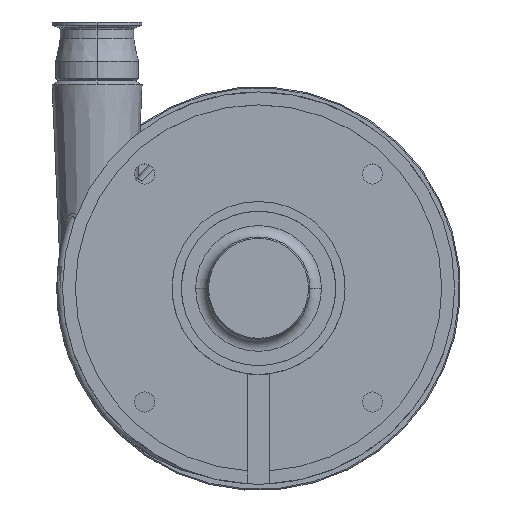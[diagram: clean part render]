
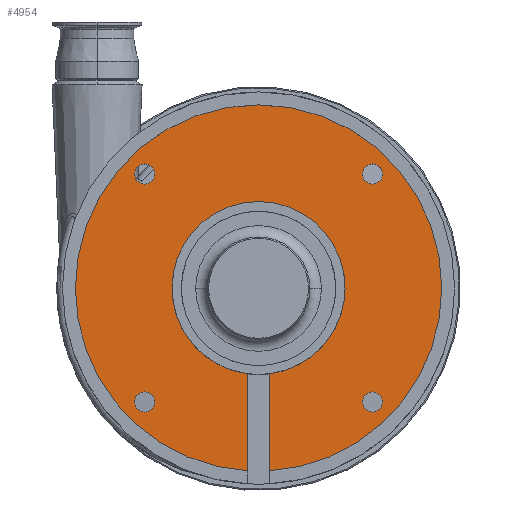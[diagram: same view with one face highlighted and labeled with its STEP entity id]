
A CAD part, top view. The second image highlights one B-rep face of the part: STEP entity #4954.
In plain terms, the highlighted planar face has unit normal (0, 0, 1).
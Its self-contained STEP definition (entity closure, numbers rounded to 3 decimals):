
#46 = DIRECTION ( 'NONE',  ( -1., 0., 0. ) ) ;
#161 = CARTESIAN_POINT ( 'NONE',  ( 107.514, 98.783, 4. ) ) ;
#162 = EDGE_CURVE ( 'NONE', #13322, #10293, #5198, .T. ) ;
#221 = EDGE_CURVE ( 'NONE', #12907, #15179, #11431, .T. ) ;
#283 = CARTESIAN_POINT ( 'NONE',  ( -90.052, -98.783, 4. ) ) ;
#349 = CIRCLE ( 'NONE', #16349, 8.731 ) ;
#416 = CARTESIAN_POINT ( 'NONE',  ( -107.514, -98.783, 4. ) ) ;
#503 = DIRECTION ( 'NONE',  ( -1., 0., 0. ) ) ;
#516 = CARTESIAN_POINT ( 'NONE',  ( 0., 0., 4. ) ) ;
#691 = EDGE_CURVE ( 'NONE', #6240, #5718, #9187, .T. ) ;
#771 = AXIS2_PLACEMENT_3D ( 'NONE', #4866, #1283, #11228 ) ;
#803 = CARTESIAN_POINT ( 'NONE',  ( 0., 158.8, 4. ) ) ;
#829 = DIRECTION ( 'NONE',  ( -1., 0., 0. ) ) ;
#949 = DIRECTION ( 'NONE',  ( -1., 0., 0. ) ) ;
#1204 = VERTEX_POINT ( 'NONE', #3158 ) ;
#1283 = DIRECTION ( 'NONE',  ( 0., 0., -1. ) ) ;
#1460 = EDGE_LOOP ( 'NONE', ( #1969, #5321 ) ) ;
#1887 = DIRECTION ( 'NONE',  ( -1., 0., 0. ) ) ;
#1969 = ORIENTED_EDGE ( 'NONE', *, *, #5865, .T. ) ;
#1989 = CARTESIAN_POINT ( 'NONE',  ( 0., 0., 4. ) ) ;
#2034 = CARTESIAN_POINT ( 'NONE',  ( -75., 0., 4. ) ) ;
#2048 = PLANE ( 'NONE',  #5852 ) ;
#2070 = VERTEX_POINT ( 'NONE', #14096 ) ;
#2125 = CARTESIAN_POINT ( 'NONE',  ( 9.525, -158.514, 4. ) ) ;
#2211 = EDGE_CURVE ( 'NONE', #9895, #13161, #3949, .T. ) ;
#2334 = CARTESIAN_POINT ( 'NONE',  ( -9.525, 158.8, 4. ) ) ;
#2417 = CARTESIAN_POINT ( 'NONE',  ( -98.783, -98.783, 4. ) ) ;
#2789 = AXIS2_PLACEMENT_3D ( 'NONE', #2417, #3498, #7265 ) ;
#2911 = CIRCLE ( 'NONE', #10927, 75. ) ;
#2963 = DIRECTION ( 'NONE',  ( 0., 0., -1. ) ) ;
#3046 = DIRECTION ( 'NONE',  ( -1., 0., 0. ) ) ;
#3052 = ORIENTED_EDGE ( 'NONE', *, *, #9743, .T. ) ;
#3158 = CARTESIAN_POINT ( 'NONE',  ( 107.514, -98.783, 4. ) ) ;
#3216 = CIRCLE ( 'NONE', #12561, 75. ) ;
#3498 = DIRECTION ( 'NONE',  ( 0., 0., -1. ) ) ;
#3632 = DIRECTION ( 'NONE',  ( 0., -1., 0. ) ) ;
#3689 = EDGE_CURVE ( 'NONE', #8082, #7716, #2911, .T. ) ;
#3749 = AXIS2_PLACEMENT_3D ( 'NONE', #16269, #4269, #13676 ) ;
#3883 = CARTESIAN_POINT ( 'NONE',  ( -107.514, 98.783, 4. ) ) ;
#3949 = CIRCLE ( 'NONE', #771, 8.731 ) ;
#4019 = CARTESIAN_POINT ( 'NONE',  ( -9.525, -74.393, 4. ) ) ;
#4077 = CARTESIAN_POINT ( 'NONE',  ( 98.783, 98.783, 4. ) ) ;
#4106 = AXIS2_PLACEMENT_3D ( 'NONE', #6802, #9376, #3046 ) ;
#4269 = DIRECTION ( 'NONE',  ( 0., 0., -1. ) ) ;
#4274 = ORIENTED_EDGE ( 'NONE', *, *, #7643, .F. ) ;
#4371 = AXIS2_PLACEMENT_3D ( 'NONE', #11485, #16495, #46 ) ;
#4555 = FACE_BOUND ( 'NONE', #10661, .T. ) ;
#4575 = DIRECTION ( 'NONE',  ( -1., 0., 0. ) ) ;
#4626 = CARTESIAN_POINT ( 'NONE',  ( 90.052, 98.783, 4. ) ) ;
#4779 = DIRECTION ( 'NONE',  ( 0., 0., 1. ) ) ;
#4842 = EDGE_LOOP ( 'NONE', ( #13268, #4892, #4274, #8641, #11933, #7526, #8716, #12043 ) ) ;
#4866 = CARTESIAN_POINT ( 'NONE',  ( 98.783, 98.783, 4. ) ) ;
#4878 = EDGE_CURVE ( 'NONE', #15620, #1204, #10397, .T. ) ;
#4892 = ORIENTED_EDGE ( 'NONE', *, *, #6182, .T. ) ;
#4942 = DIRECTION ( 'NONE',  ( 0., 0., -1. ) ) ;
#4954 = ADVANCED_FACE ( 'NONE', ( #9475, #13572, #4555, #12237, #8400 ), #2048, .F. ) ;
#5198 = CIRCLE ( 'NONE', #2789, 8.731 ) ;
#5268 = CARTESIAN_POINT ( 'NONE',  ( -90.052, 98.783, 4. ) ) ;
#5321 = ORIENTED_EDGE ( 'NONE', *, *, #691, .T. ) ;
#5494 = VERTEX_POINT ( 'NONE', #9455 ) ;
#5718 = VERTEX_POINT ( 'NONE', #5268 ) ;
#5747 = DIRECTION ( 'NONE',  ( 0., 0., 1. ) ) ;
#5840 = AXIS2_PLACEMENT_3D ( 'NONE', #12386, #4779, #949 ) ;
#5852 = AXIS2_PLACEMENT_3D ( 'NONE', #803, #15842, #10989 ) ;
#5865 = EDGE_CURVE ( 'NONE', #5718, #6240, #8281, .T. ) ;
#5902 = EDGE_CURVE ( 'NONE', #7610, #15179, #3216, .T. ) ;
#6182 = EDGE_CURVE ( 'NONE', #8082, #15142, #14998, .T. ) ;
#6240 = VERTEX_POINT ( 'NONE', #3883 ) ;
#6679 = ORIENTED_EDGE ( 'NONE', *, *, #14376, .T. ) ;
#6802 = CARTESIAN_POINT ( 'NONE',  ( 0., 0., 4. ) ) ;
#6809 = DIRECTION ( 'NONE',  ( -1., 0., 0. ) ) ;
#7048 = CIRCLE ( 'NONE', #15040, 158.8 ) ;
#7132 = AXIS2_PLACEMENT_3D ( 'NONE', #10735, #2963, #6809 ) ;
#7265 = DIRECTION ( 'NONE',  ( -1., 0., 0. ) ) ;
#7526 = ORIENTED_EDGE ( 'NONE', *, *, #221, .T. ) ;
#7610 = VERTEX_POINT ( 'NONE', #2034 ) ;
#7643 = EDGE_CURVE ( 'NONE', #2070, #15142, #7048, .T. ) ;
#7669 = CIRCLE ( 'NONE', #7132, 8.731 ) ;
#7716 = VERTEX_POINT ( 'NONE', #8034 ) ;
#8034 = CARTESIAN_POINT ( 'NONE',  ( 75., 0., 4. ) ) ;
#8060 = ORIENTED_EDGE ( 'NONE', *, *, #162, .T. ) ;
#8082 = VERTEX_POINT ( 'NONE', #11768 ) ;
#8129 = EDGE_CURVE ( 'NONE', #13161, #9895, #349, .T. ) ;
#8221 = CARTESIAN_POINT ( 'NONE',  ( -98.783, 98.783, 4. ) ) ;
#8281 = CIRCLE ( 'NONE', #3749, 8.731 ) ;
#8400 = FACE_OUTER_BOUND ( 'NONE', #4842, .T. ) ;
#8467 = ORIENTED_EDGE ( 'NONE', *, *, #4878, .T. ) ;
#8504 = CARTESIAN_POINT ( 'NONE',  ( 90.052, -98.783, 4. ) ) ;
#8641 = ORIENTED_EDGE ( 'NONE', *, *, #14061, .F. ) ;
#8716 = ORIENTED_EDGE ( 'NONE', *, *, #5902, .F. ) ;
#8906 = CIRCLE ( 'NONE', #4371, 158.8 ) ;
#8955 = DIRECTION ( 'NONE',  ( -1., 0., 0. ) ) ;
#8989 = EDGE_LOOP ( 'NONE', ( #3052, #8467 ) ) ;
#9187 = CIRCLE ( 'NONE', #15884, 8.731 ) ;
#9376 = DIRECTION ( 'NONE',  ( 0., 0., -1. ) ) ;
#9455 = CARTESIAN_POINT ( 'NONE',  ( -158.8, 0., 4. ) ) ;
#9475 = FACE_BOUND ( 'NONE', #9499, .T. ) ;
#9499 = EDGE_LOOP ( 'NONE', ( #16024, #13908 ) ) ;
#9743 = EDGE_CURVE ( 'NONE', #1204, #15620, #7669, .T. ) ;
#9755 = DIRECTION ( 'NONE',  ( 0., 1., 0. ) ) ;
#9895 = VERTEX_POINT ( 'NONE', #4626 ) ;
#10293 = VERTEX_POINT ( 'NONE', #283 ) ;
#10397 = CIRCLE ( 'NONE', #13342, 8.731 ) ;
#10646 = DIRECTION ( 'NONE',  ( -1., 0., 0. ) ) ;
#10661 = EDGE_LOOP ( 'NONE', ( #6679, #8060 ) ) ;
#10735 = CARTESIAN_POINT ( 'NONE',  ( 98.783, -98.783, 4. ) ) ;
#10785 = AXIS2_PLACEMENT_3D ( 'NONE', #13802, #4942, #8955 ) ;
#10927 = AXIS2_PLACEMENT_3D ( 'NONE', #1989, #5747, #4575 ) ;
#10989 = DIRECTION ( 'NONE',  ( -1., 0., 0. ) ) ;
#11228 = DIRECTION ( 'NONE',  ( -1., 0., 0. ) ) ;
#11431 = LINE ( 'NONE', #2334, #16395 ) ;
#11481 = CARTESIAN_POINT ( 'NONE',  ( 9.525, 158.8, 4. ) ) ;
#11485 = CARTESIAN_POINT ( 'NONE',  ( 0., 0., 4. ) ) ;
#11768 = CARTESIAN_POINT ( 'NONE',  ( 9.525, -74.393, 4. ) ) ;
#11786 = DIRECTION ( 'NONE',  ( 0., 0., -1. ) ) ;
#11867 = DIRECTION ( 'NONE',  ( 0., 0., 1. ) ) ;
#11927 = EDGE_CURVE ( 'NONE', #7716, #7610, #14383, .T. ) ;
#11933 = ORIENTED_EDGE ( 'NONE', *, *, #14277, .F. ) ;
#12043 = ORIENTED_EDGE ( 'NONE', *, *, #11927, .F. ) ;
#12144 = DIRECTION ( 'NONE',  ( 0., 0., -1. ) ) ;
#12237 = FACE_BOUND ( 'NONE', #1460, .T. ) ;
#12386 = CARTESIAN_POINT ( 'NONE',  ( 0., 0., 4. ) ) ;
#12561 = AXIS2_PLACEMENT_3D ( 'NONE', #516, #11867, #829 ) ;
#12907 = VERTEX_POINT ( 'NONE', #15037 ) ;
#13161 = VERTEX_POINT ( 'NONE', #161 ) ;
#13209 = DIRECTION ( 'NONE',  ( -1., 0., 0. ) ) ;
#13245 = CARTESIAN_POINT ( 'NONE',  ( 98.783, -98.783, 4. ) ) ;
#13268 = ORIENTED_EDGE ( 'NONE', *, *, #3689, .F. ) ;
#13322 = VERTEX_POINT ( 'NONE', #416 ) ;
#13342 = AXIS2_PLACEMENT_3D ( 'NONE', #13245, #13408, #1887 ) ;
#13408 = DIRECTION ( 'NONE',  ( 0., 0., -1. ) ) ;
#13572 = FACE_BOUND ( 'NONE', #8989, .T. ) ;
#13676 = DIRECTION ( 'NONE',  ( -1., 0., 0. ) ) ;
#13802 = CARTESIAN_POINT ( 'NONE',  ( -98.783, -98.783, 4. ) ) ;
#13908 = ORIENTED_EDGE ( 'NONE', *, *, #2211, .T. ) ;
#13985 = CIRCLE ( 'NONE', #10785, 8.731 ) ;
#14061 = EDGE_CURVE ( 'NONE', #5494, #2070, #8906, .T. ) ;
#14096 = CARTESIAN_POINT ( 'NONE',  ( 158.8, 0., 4. ) ) ;
#14277 = EDGE_CURVE ( 'NONE', #12907, #5494, #16131, .T. ) ;
#14376 = EDGE_CURVE ( 'NONE', #10293, #13322, #13985, .T. ) ;
#14383 = CIRCLE ( 'NONE', #5840, 75. ) ;
#14532 = DIRECTION ( 'NONE',  ( 0., 0., -1. ) ) ;
#14712 = CARTESIAN_POINT ( 'NONE',  ( 0., 0., 4. ) ) ;
#14998 = LINE ( 'NONE', #11481, #15228 ) ;
#15037 = CARTESIAN_POINT ( 'NONE',  ( -9.525, -158.514, 4. ) ) ;
#15040 = AXIS2_PLACEMENT_3D ( 'NONE', #14712, #11786, #13209 ) ;
#15142 = VERTEX_POINT ( 'NONE', #2125 ) ;
#15179 = VERTEX_POINT ( 'NONE', #4019 ) ;
#15228 = VECTOR ( 'NONE', #3632, 1000. ) ;
#15620 = VERTEX_POINT ( 'NONE', #8504 ) ;
#15842 = DIRECTION ( 'NONE',  ( 0., 0., -1. ) ) ;
#15884 = AXIS2_PLACEMENT_3D ( 'NONE', #8221, #12144, #10646 ) ;
#16024 = ORIENTED_EDGE ( 'NONE', *, *, #8129, .T. ) ;
#16131 = CIRCLE ( 'NONE', #4106, 158.8 ) ;
#16269 = CARTESIAN_POINT ( 'NONE',  ( -98.783, 98.783, 4. ) ) ;
#16349 = AXIS2_PLACEMENT_3D ( 'NONE', #4077, #14532, #503 ) ;
#16395 = VECTOR ( 'NONE', #9755, 1000. ) ;
#16495 = DIRECTION ( 'NONE',  ( 0., 0., -1. ) ) ;
